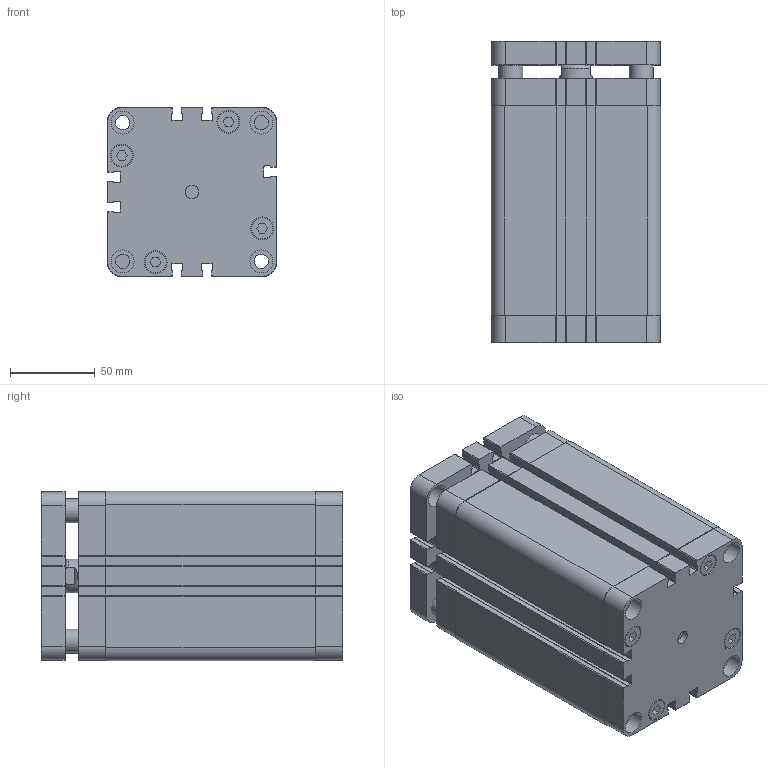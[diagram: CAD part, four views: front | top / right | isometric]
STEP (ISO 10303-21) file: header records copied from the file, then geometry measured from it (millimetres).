
FILE_DESCRIPTION((''),'2;1');
FILE_NAME('ADMA080.100.GS.F.stp','2011-08-25T17:11:09',('Administrator'),(''),'Autodesk Inventor 2012','Autodesk Inventor 2012','');
FILE_SCHEMA(('AUTOMOTIVE_DESIGN { 1 0 10303 214 1 1 1 1 }'));
Length unit declared in the file: millimetre
Products named in the file (1): ADMA080.100.GS.F
Bounding box: 100 x 178 x 100 mm (x, y, z)
Volume: 1583164.5 mm3; surface area: 148489.1 mm2
Topology: 1 solids, 1 shells, 527 faces, 1439 edges, 961 vertices
Faces by surface type: plane 303, cylinder 223, torus 1
Full cylindrical faces by diameter (mm): 8 x5, 8.376 x4, 8.566 x2, 12.5 x8, 13 x2, 13.5 x16, 14 x4, 16 x1, 20 x1, 22 x1, 28 x1
Entity records: 17108 total; most frequent: CARTESIAN_POINT 2910, DIRECTION 2890, ORIENTED_EDGE 2772, EDGE_CURVE 1386, AXIS2_PLACEMENT_3D 978, VERTEX_POINT 954, VECTOR 934, LINE 934
